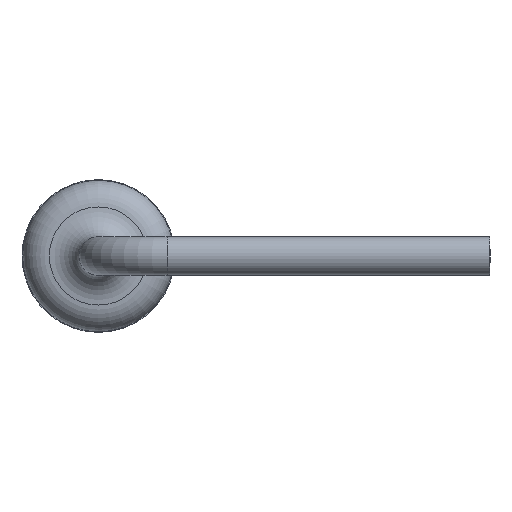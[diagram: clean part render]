
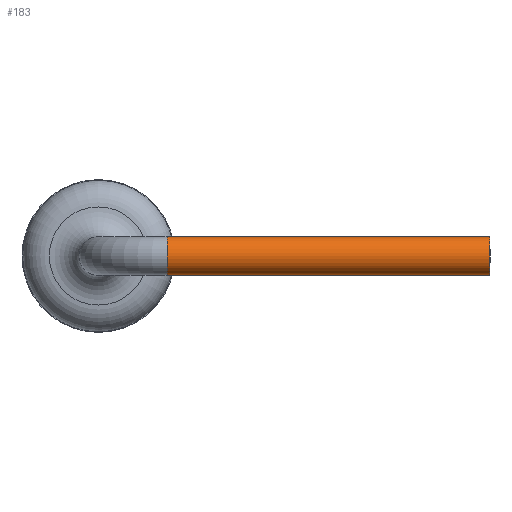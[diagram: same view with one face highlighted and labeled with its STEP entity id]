
A CAD part, left-side view. The second image highlights one B-rep face of the part: STEP entity #183.
In plain terms, the highlighted cylindrical face has radius 0.28 mm (diameter 0.56 mm), a full revolution.
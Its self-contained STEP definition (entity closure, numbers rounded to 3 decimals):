
#67 = EDGE_LOOP ( 'NONE', ( #153 ) ) ;
#110 = EDGE_CURVE ( 'NONE', #1060, #1060, #747, .T. ) ;
#111 = ORIENTED_EDGE ( 'NONE', *, *, #110, .F. ) ;
#114 = EDGE_CURVE ( 'NONE', #1057, #1057, #748, .T. ) ;
#153 = ORIENTED_EDGE ( 'NONE', *, *, #114, .T. ) ;
#183 = ADVANCED_FACE ( 'NONE', ( #599, #576 ), #1016, .T. ) ;
#184 = EDGE_LOOP ( 'NONE', ( #111 ) ) ;
#576 = FACE_OUTER_BOUND ( 'NONE', #184, .T. ) ;
#599 = FACE_OUTER_BOUND ( 'NONE', #67, .T. ) ;
#747 = CIRCLE ( 'NONE', #759, 0.28 ) ;
#748 = CIRCLE ( 'NONE', #796, 0.28 ) ;
#756 = DIRECTION ( 'NONE',  ( 1., 0., 0. ) ) ;
#757 = DIRECTION ( 'NONE',  ( 0., -1., 0. ) ) ;
#758 = CARTESIAN_POINT ( 'NONE',  ( -5., -2.85, 0. ) ) ;
#759 = AXIS2_PLACEMENT_3D ( 'NONE', #758, #757, #756 ) ;
#771 = CARTESIAN_POINT ( 'NONE',  ( -5., 1.85, 0. ) ) ;
#794 = DIRECTION ( 'NONE',  ( 1., 0., 0. ) ) ;
#795 = DIRECTION ( 'NONE',  ( 0., -1., 0. ) ) ;
#796 = AXIS2_PLACEMENT_3D ( 'NONE', #771, #795, #794 ) ;
#1012 = DIRECTION ( 'NONE',  ( 1., 0., 0. ) ) ;
#1013 = DIRECTION ( 'NONE',  ( 0., -1., 0. ) ) ;
#1014 = CARTESIAN_POINT ( 'NONE',  ( -5., 1.85, 0. ) ) ;
#1015 = AXIS2_PLACEMENT_3D ( 'NONE', #1014, #1013, #1012 ) ;
#1016 = CYLINDRICAL_SURFACE ( 'NONE', #1015, 0.28 ) ;
#1056 = CARTESIAN_POINT ( 'NONE',  ( -4.72, 1.85, 0. ) ) ;
#1057 = VERTEX_POINT ( 'NONE', #1056 ) ;
#1059 = CARTESIAN_POINT ( 'NONE',  ( -4.72, -2.85, 0. ) ) ;
#1060 = VERTEX_POINT ( 'NONE', #1059 ) ;
